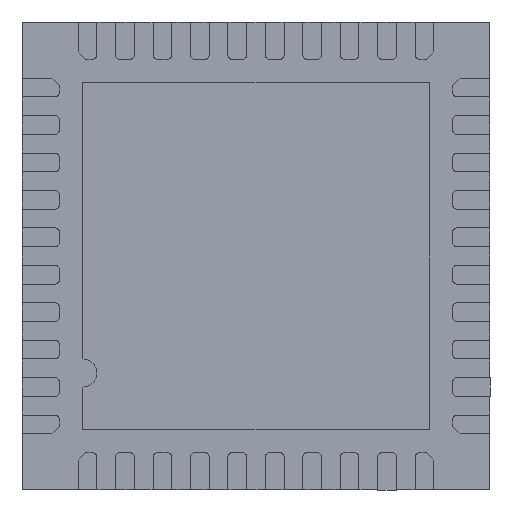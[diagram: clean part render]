
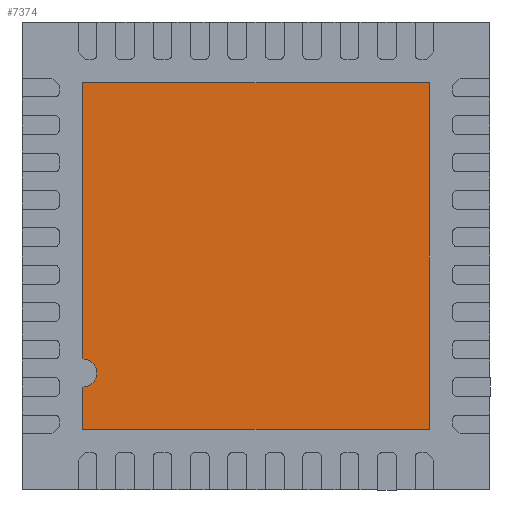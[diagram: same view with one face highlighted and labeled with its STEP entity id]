
A CAD part, front view. The second image highlights one B-rep face of the part: STEP entity #7374.
In plain terms, the highlighted planar face has unit normal (0, -1, 0).
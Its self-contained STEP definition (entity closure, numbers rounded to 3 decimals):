
#1 = CARTESIAN_POINT ( 'NONE',  ( 1.85, -0.435, -1.85 ) ) ;
#704 = LINE ( 'NONE', #6987, #3221 ) ;
#1125 = DIRECTION ( 'NONE',  ( 0., 0., -1. ) ) ;
#1379 = EDGE_CURVE ( 'NONE', #13877, #19780, #704, .T. ) ;
#1784 = CARTESIAN_POINT ( 'NONE',  ( -1.85, -0.435, -1.85 ) ) ;
#2208 = DIRECTION ( 'NONE',  ( 0., 0., 1. ) ) ;
#2244 = AXIS2_PLACEMENT_3D ( 'NONE', #14886, #17980, #16431 ) ;
#2773 = DIRECTION ( 'NONE',  ( 0., -1., 0. ) ) ;
#3221 = VECTOR ( 'NONE', #13271, 1000. ) ;
#3249 = AXIS2_PLACEMENT_3D ( 'NONE', #18433, #2773, #1125 ) ;
#3318 = CARTESIAN_POINT ( 'NONE',  ( -1.85, -0.435, -1.4 ) ) ;
#3386 = EDGE_CURVE ( 'NONE', #8006, #15887, #13139, .T. ) ;
#3486 = CARTESIAN_POINT ( 'NONE',  ( -1.85, -0.435, 0. ) ) ;
#4110 = ORIENTED_EDGE ( 'NONE', *, *, #16390, .F. ) ;
#5294 = DIRECTION ( 'NONE',  ( 1., 0., 0. ) ) ;
#5422 = CARTESIAN_POINT ( 'NONE',  ( -1.85, -0.435, 1.85 ) ) ;
#6340 = FACE_OUTER_BOUND ( 'NONE', #11256, .T. ) ;
#6453 = PLANE ( 'NONE',  #2244 ) ;
#6589 = LINE ( 'NONE', #3486, #14115 ) ;
#6744 = VECTOR ( 'NONE', #2208, 1000. ) ;
#6987 = CARTESIAN_POINT ( 'NONE',  ( -1.85, -0.435, 0. ) ) ;
#7374 = ADVANCED_FACE ( 'NONE', ( #6340 ), #6453, .T. ) ;
#7847 = CARTESIAN_POINT ( 'NONE',  ( 1.85, -0.435, 1.85 ) ) ;
#7866 = VECTOR ( 'NONE', #5294, 1000. ) ;
#7918 = EDGE_CURVE ( 'NONE', #18681, #8006, #10013, .T. ) ;
#8006 = VERTEX_POINT ( 'NONE', #1 ) ;
#8093 = EDGE_CURVE ( 'NONE', #18681, #17381, #6589, .T. ) ;
#8236 = DIRECTION ( 'NONE',  ( 0., 0., 1. ) ) ;
#8393 = ORIENTED_EDGE ( 'NONE', *, *, #8502, .F. ) ;
#8502 = EDGE_CURVE ( 'NONE', #17381, #13877, #15435, .T. ) ;
#8666 = VECTOR ( 'NONE', #11105, 1000. ) ;
#9904 = ORIENTED_EDGE ( 'NONE', *, *, #1379, .F. ) ;
#10013 = LINE ( 'NONE', #10315, #7866 ) ;
#10315 = CARTESIAN_POINT ( 'NONE',  ( 0., -0.435, -1.85 ) ) ;
#11105 = DIRECTION ( 'NONE',  ( 1., 0., 0. ) ) ;
#11256 = EDGE_LOOP ( 'NONE', ( #8393, #11899, #19870, #17167, #4110, #9904 ) ) ;
#11899 = ORIENTED_EDGE ( 'NONE', *, *, #8093, .F. ) ;
#13139 = LINE ( 'NONE', #13528, #6744 ) ;
#13271 = DIRECTION ( 'NONE',  ( 0., 0., 1. ) ) ;
#13528 = CARTESIAN_POINT ( 'NONE',  ( 1.85, -0.435, 0. ) ) ;
#13877 = VERTEX_POINT ( 'NONE', #20212 ) ;
#14115 = VECTOR ( 'NONE', #8236, 1000. ) ;
#14886 = CARTESIAN_POINT ( 'NONE',  ( 0., -0.435, 0. ) ) ;
#15435 = CIRCLE ( 'NONE', #3249, 0.15 ) ;
#15847 = LINE ( 'NONE', #18635, #8666 ) ;
#15887 = VERTEX_POINT ( 'NONE', #7847 ) ;
#16390 = EDGE_CURVE ( 'NONE', #19780, #15887, #15847, .T. ) ;
#16431 = DIRECTION ( 'NONE',  ( 0., 0., -1. ) ) ;
#17167 = ORIENTED_EDGE ( 'NONE', *, *, #3386, .T. ) ;
#17381 = VERTEX_POINT ( 'NONE', #3318 ) ;
#17980 = DIRECTION ( 'NONE',  ( 0., -1., 0. ) ) ;
#18433 = CARTESIAN_POINT ( 'NONE',  ( -1.85, -0.435, -1.25 ) ) ;
#18635 = CARTESIAN_POINT ( 'NONE',  ( 0., -0.435, 1.85 ) ) ;
#18681 = VERTEX_POINT ( 'NONE', #1784 ) ;
#19780 = VERTEX_POINT ( 'NONE', #5422 ) ;
#19870 = ORIENTED_EDGE ( 'NONE', *, *, #7918, .T. ) ;
#20212 = CARTESIAN_POINT ( 'NONE',  ( -1.85, -0.435, -1.1 ) ) ;
